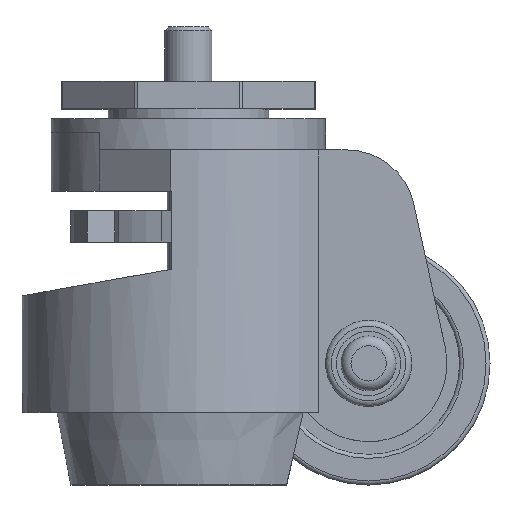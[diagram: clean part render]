
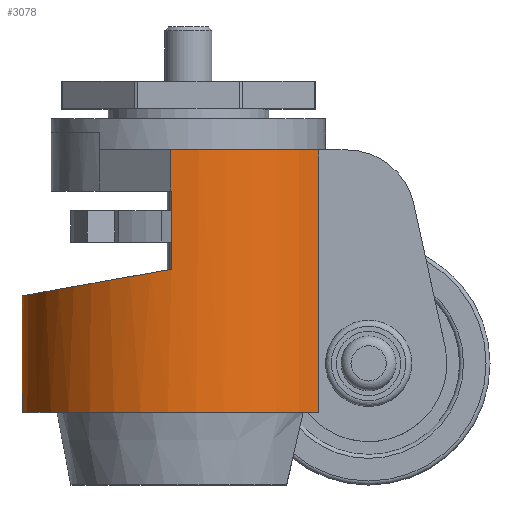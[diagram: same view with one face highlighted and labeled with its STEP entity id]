
A CAD part, top view. The second image highlights one B-rep face of the part: STEP entity #3078.
In plain terms, the highlighted cylindrical face has radius 42.5 mm (diameter 85 mm), a partial arc.
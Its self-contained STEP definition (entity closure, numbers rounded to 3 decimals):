
#35=ELLIPSE('',#3250,43.156,42.5);
#50=CYLINDRICAL_SURFACE('',#3248,42.5);
#127=CIRCLE('',#3249,42.5);
#128=CIRCLE('',#3251,42.5);
#129=CIRCLE('',#3252,42.5);
#130=CIRCLE('',#3253,42.5);
#131=CIRCLE('',#3254,42.5);
#372=ORIENTED_EDGE('',*,*,#950,.T.);
#373=ORIENTED_EDGE('',*,*,#951,.F.);
#374=ORIENTED_EDGE('',*,*,#952,.F.);
#375=ORIENTED_EDGE('',*,*,#953,.F.);
#376=ORIENTED_EDGE('',*,*,#954,.F.);
#377=ORIENTED_EDGE('',*,*,#955,.F.);
#378=ORIENTED_EDGE('',*,*,#956,.F.);
#379=ORIENTED_EDGE('',*,*,#957,.F.);
#380=ORIENTED_EDGE('',*,*,#958,.F.);
#381=ORIENTED_EDGE('',*,*,#959,.T.);
#382=ORIENTED_EDGE('',*,*,#960,.T.);
#383=ORIENTED_EDGE('',*,*,#961,.F.);
#950=EDGE_CURVE('',#1226,#1227,#1433,.T.);
#951=EDGE_CURVE('',#1228,#1227,#127,.T.);
#952=EDGE_CURVE('',#1229,#1228,#1434,.F.);
#953=EDGE_CURVE('',#1230,#1229,#35,.T.);
#954=EDGE_CURVE('',#1231,#1230,#1435,.T.);
#955=EDGE_CURVE('',#1232,#1231,#128,.T.);
#956=EDGE_CURVE('',#1233,#1232,#1436,.T.);
#957=EDGE_CURVE('',#1234,#1233,#129,.T.);
#958=EDGE_CURVE('',#1235,#1234,#1437,.F.);
#959=EDGE_CURVE('',#1235,#1236,#130,.T.);
#960=EDGE_CURVE('',#1236,#1237,#1438,.F.);
#961=EDGE_CURVE('',#1226,#1237,#131,.T.);
#1226=VERTEX_POINT('',#4413);
#1227=VERTEX_POINT('',#4414);
#1228=VERTEX_POINT('',#4416);
#1229=VERTEX_POINT('',#4418);
#1230=VERTEX_POINT('',#4420);
#1231=VERTEX_POINT('',#4422);
#1232=VERTEX_POINT('',#4424);
#1233=VERTEX_POINT('',#4426);
#1234=VERTEX_POINT('',#4428);
#1235=VERTEX_POINT('',#4430);
#1236=VERTEX_POINT('',#4432);
#1237=VERTEX_POINT('',#4434);
#1433=LINE('',#4412,#1599);
#1434=LINE('',#4417,#1600);
#1435=LINE('',#4421,#1601);
#1436=LINE('',#4425,#1602);
#1437=LINE('',#4429,#1603);
#1438=LINE('',#4433,#1604);
#1599=VECTOR('',#3655,1000.);
#1600=VECTOR('',#3658,1000.);
#1601=VECTOR('',#3661,1000.);
#1602=VECTOR('',#3664,1000.);
#1603=VECTOR('',#3667,1000.);
#1604=VECTOR('',#3670,1000.);
#1710=EDGE_LOOP('',(#372,#373,#374,#375,#376,#377,#378,#379,#380,#381,#382,
#383));
#1898=FACE_BOUND('',#1710,.T.);
#3078=ADVANCED_FACE('',(#1898),#50,.T.);
#3248=AXIS2_PLACEMENT_3D('',#4411,#3653,#3654);
#3249=AXIS2_PLACEMENT_3D('',#4415,#3656,#3657);
#3250=AXIS2_PLACEMENT_3D('',#4419,#3659,#3660);
#3251=AXIS2_PLACEMENT_3D('',#4423,#3662,#3663);
#3252=AXIS2_PLACEMENT_3D('',#4427,#3665,#3666);
#3253=AXIS2_PLACEMENT_3D('',#4431,#3668,#3669);
#3254=AXIS2_PLACEMENT_3D('',#4435,#3671,#3672);
#3653=DIRECTION('',(0.,-1.,0.));
#3654=DIRECTION('',(0.,0.,-1.));
#3655=DIRECTION('',(0.,-1.,0.));
#3656=DIRECTION('',(0.,-1.,0.));
#3657=DIRECTION('',(0.,0.,-1.));
#3658=DIRECTION('',(0.,-1.,0.));
#3659=DIRECTION('',(-0.174,0.985,0.));
#3660=DIRECTION('',(-0.985,-0.174,0.));
#3661=DIRECTION('',(0.,-1.,0.));
#3662=DIRECTION('',(0.,-1.,0.));
#3663=DIRECTION('',(0.,0.,-1.));
#3664=DIRECTION('',(0.,-1.,0.));
#3665=DIRECTION('',(0.,1.,0.));
#3666=DIRECTION('',(1.,0.,0.));
#3667=DIRECTION('',(0.,-1.,0.));
#3668=DIRECTION('',(0.,1.,0.));
#3669=DIRECTION('',(1.,0.,0.));
#3670=DIRECTION('',(0.,-1.,0.));
#3671=DIRECTION('',(0.,1.,0.));
#3672=DIRECTION('',(1.,0.,0.));
#4411=CARTESIAN_POINT('',(0.,85.5,0.));
#4412=CARTESIAN_POINT('',(-4.508,90.,42.26));
#4413=CARTESIAN_POINT('',(-4.508,85.5,42.26));
#4414=CARTESIAN_POINT('',(-4.508,75.,42.26));
#4415=CARTESIAN_POINT('',(0.,75.,0.));
#4416=CARTESIAN_POINT('',(-4.363,75.,42.275));
#4417=CARTESIAN_POINT('',(-4.363,85.5,42.275));
#4418=CARTESIAN_POINT('',(-4.363,55.,42.275));
#4419=CARTESIAN_POINT('',(0.,55.769,0.));
#4420=CARTESIAN_POINT('',(-4.363,55.,-42.275));
#4421=CARTESIAN_POINT('',(-4.363,85.5,-42.275));
#4422=CARTESIAN_POINT('',(-4.363,75.,-42.275));
#4423=CARTESIAN_POINT('',(0.,75.,0.));
#4424=CARTESIAN_POINT('',(-4.508,75.,-42.26));
#4425=CARTESIAN_POINT('',(-4.508,90.,-42.26));
#4426=CARTESIAN_POINT('',(-4.508,85.5,-42.26));
#4427=CARTESIAN_POINT('',(0.,85.5,0.));
#4428=CARTESIAN_POINT('',(33.226,85.5,-26.5));
#4429=CARTESIAN_POINT('',(33.226,85.5,-26.5));
#4430=CARTESIAN_POINT('',(33.226,18.5,-26.5));
#4431=CARTESIAN_POINT('',(0.,18.5,0.));
#4432=CARTESIAN_POINT('',(33.226,18.5,26.5));
#4433=CARTESIAN_POINT('',(33.226,85.5,26.5));
#4434=CARTESIAN_POINT('',(33.226,85.5,26.5));
#4435=CARTESIAN_POINT('',(0.,85.5,0.));
